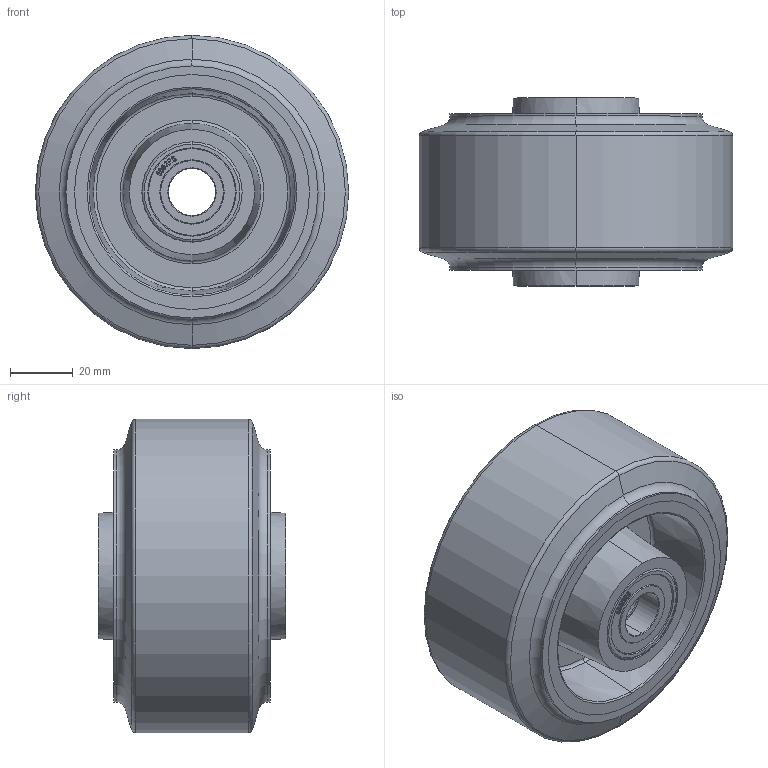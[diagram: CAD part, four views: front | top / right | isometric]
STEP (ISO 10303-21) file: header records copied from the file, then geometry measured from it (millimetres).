
FILE_DESCRIPTION(('STEP AP214'),'1');
FILE_NAME('BZXH100WERBJM15.STEP','2022-01-04T10:04:32',(' '),(' '),'Spatial InterOp 3D',' ',' ');
FILE_SCHEMA(('AUTOMOTIVE_DESIGN { 1 0 10303 214 1 1 1 1 }'));
Length unit declared in the file: metre
Products named in the file (13): BZXH100WERBJM15; 65 SHORE A ELASTIC RUBBER TYRE; ALUMINIUM RIM; BEARING6002; METAL; METAL2; Pattern; Component1; MIDDLE; RUBBER; BEARING SPACER
Assembly tree (35 placements, depth 4):
  BZXH100WERBJM15
    65 SHORE A ELASTIC RUBBER TYRE
    ALUMINIUM RIM
    BEARING6002
      METAL
      METAL2
      Pattern
        Component1  x9
      MIDDLE
      RUBBER  x2
    BEARING6002
      METAL
      METAL2
      Pattern
        Component1  x9
      MIDDLE
      RUBBER  x2
    BEARING SPACER
Bounding box: 100 x 60 x 100 mm (x, y, z)
Volume: 268124.2 mm3; surface area: 89474.4 mm2
Topology: 31 solids, 31 shells, 924 faces, 2500 edges, 1624 vertices
Faces by surface type: extrusion 352, plane 256, cylinder 120, sphere 108, cone 52, torus 36
Entity records: 12720 total; most frequent: CARTESIAN_POINT 3896, ORIENTED_EDGE 1770, DIRECTION 1713, EDGE_CURVE 885, AXIS2_PLACEMENT_3D 700, VERTEX_POINT 587, CIRCLE 412, EDGE_LOOP 390
